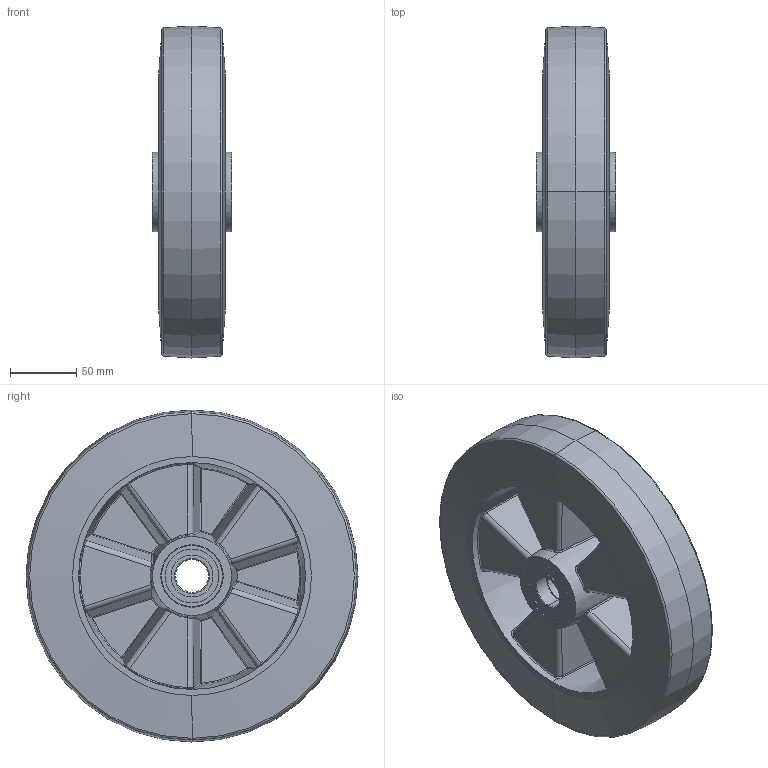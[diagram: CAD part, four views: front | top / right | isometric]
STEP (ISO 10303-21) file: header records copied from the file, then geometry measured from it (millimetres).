
FILE_DESCRIPTION (( 'STEP AP214' ), '1' );
FILE_NAME ('0029675_EGA-200-50-60-K25-Grau.step', '2017-11-22T09:40:38', ( '' ), ( '' ), 'SwSTEP 2.0', 'SolidWorks 2016', '' );
FILE_SCHEMA (( 'AUTOMOTIVE_DESIGN' ));
Length unit declared in the file: millimetre
Products named in the file (1): 0029675_EGA-200-50-60-K25-Grau
Bounding box: 60 x 250 x 250 mm (x, y, z)
Volume: 1570113.6 mm3; surface area: 272766.2 mm2
Topology: 9 solids, 9 shells, 390 faces, 824 edges, 458 vertices
Faces by surface type: cylinder 94, bspline 80, torus 68, plane 64, sphere 60, cone 24
Entity records: 17686 total; most frequent: CARTESIAN_POINT 5269, DIRECTION 1776, ORIENTED_EDGE 1648, EDGE_CURVE 824, AXIS2_PLACEMENT_3D 809, CIRCLE 498, VERTEX_POINT 458, EDGE_LOOP 414
